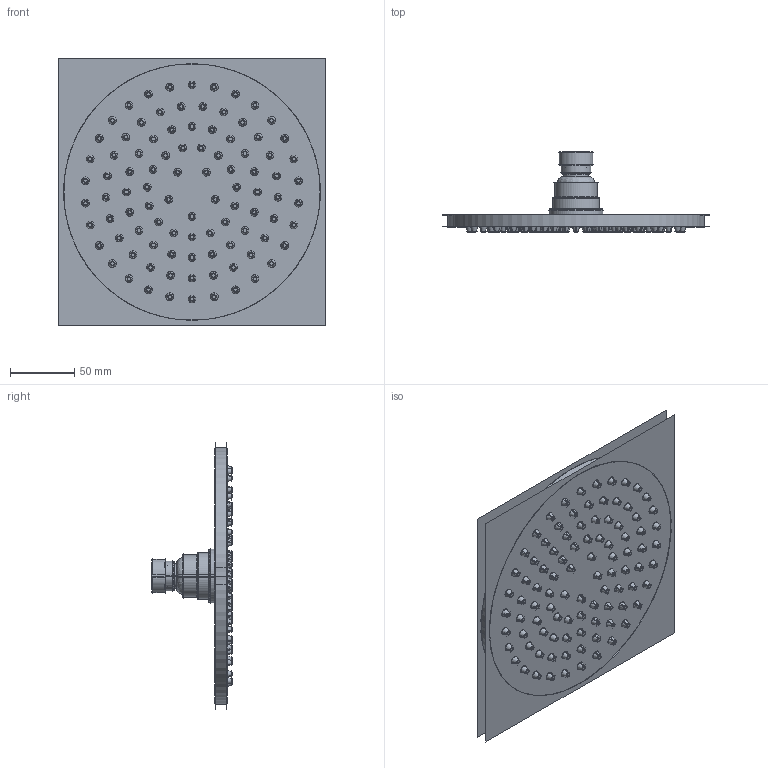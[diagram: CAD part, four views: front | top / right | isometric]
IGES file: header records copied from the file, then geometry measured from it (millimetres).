
Start section:  PTC IGES file: PRO200C.igs
Global section: file name: PRO200C.igs; native system: Pro/ENGINEER by Parametric Technology Corporation; preprocessor: 2009360; author: user321; organization: Unknown; date: 20191126.175436; units: millimetre
Bounding box: 208 x 62.67 x 208 mm (x, y, z)
Volume: 317211.5 mm3; surface area: 364329.2 mm2
Topology: 2 solids, 3 shells, 902 faces, 4208 edges, 5342 vertices
Faces by surface type: revolution 520, bspline 382
